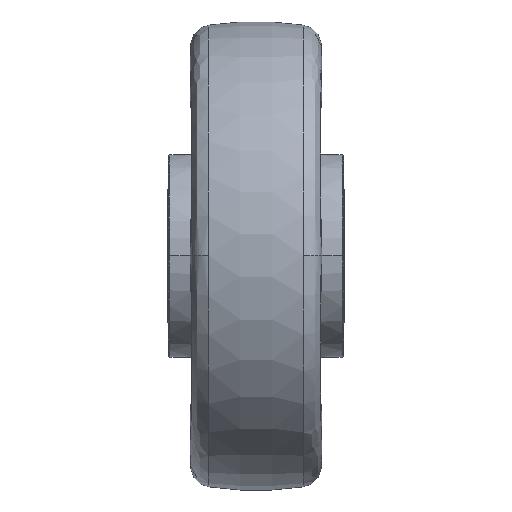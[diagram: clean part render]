
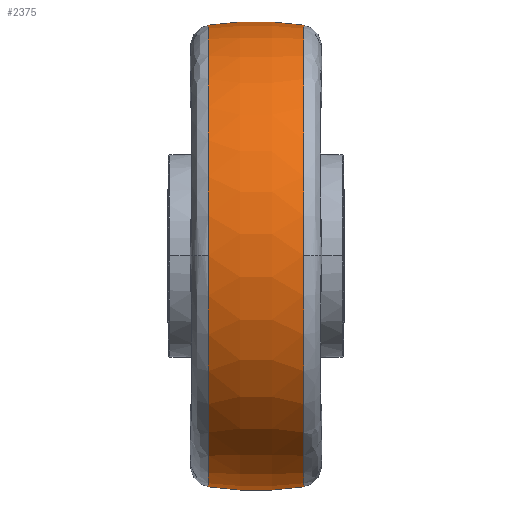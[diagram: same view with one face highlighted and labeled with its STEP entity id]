
A CAD part, top view. The second image highlights one B-rep face of the part: STEP entity #2375.
In plain terms, the highlighted toroidal (fillet/blend) face has major radius 30 mm and minor radius 110 mm.
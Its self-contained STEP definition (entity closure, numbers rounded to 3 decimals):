
#114 = CARTESIAN_POINT ( 'NONE',  ( 16.289, 0., 0. ) ) ;
#127 = EDGE_CURVE ( 'NONE', #2137, #723, #3073, .T. ) ;
#260 = AXIS2_PLACEMENT_3D ( 'NONE', #2419, #1734, #3826 ) ;
#283 = DIRECTION ( 'NONE',  ( 0., 0., 1. ) ) ;
#309 = VERTEX_POINT ( 'NONE', #1462 ) ;
#345 = AXIS2_PLACEMENT_3D ( 'NONE', #114, #2899, #2253 ) ;
#357 = CARTESIAN_POINT ( 'NONE',  ( 0., 30., 0. ) ) ;
#508 = VERTEX_POINT ( 'NONE', #3693 ) ;
#560 = AXIS2_PLACEMENT_3D ( 'NONE', #357, #1674, #4469 ) ;
#627 = CARTESIAN_POINT ( 'NONE',  ( 0., -30., 0. ) ) ;
#632 = ORIENTED_EDGE ( 'NONE', *, *, #4504, .F. ) ;
#689 = DIRECTION ( 'NONE',  ( 1., 0., 0. ) ) ;
#723 = VERTEX_POINT ( 'NONE', #2874 ) ;
#860 = VERTEX_POINT ( 'NONE', #951 ) ;
#945 = EDGE_CURVE ( 'NONE', #508, #309, #1440, .T. ) ;
#951 = CARTESIAN_POINT ( 'NONE',  ( 16.289, -78.787, 0. ) ) ;
#1012 = CARTESIAN_POINT ( 'NONE',  ( -16.289, 0., 78.787 ) ) ;
#1043 = DIRECTION ( 'NONE',  ( 1., 0., 0. ) ) ;
#1143 = AXIS2_PLACEMENT_3D ( 'NONE', #627, #283, #2185 ) ;
#1208 = VERTEX_POINT ( 'NONE', #3680 ) ;
#1377 = ORIENTED_EDGE ( 'NONE', *, *, #3774, .T. ) ;
#1439 = CIRCLE ( 'NONE', #345, 78.787 ) ;
#1440 = CIRCLE ( 'NONE', #1143, 110. ) ;
#1462 = CARTESIAN_POINT ( 'NONE',  ( -16.289, 78.787, 0. ) ) ;
#1481 = FACE_OUTER_BOUND ( 'NONE', #3175, .T. ) ;
#1558 = EDGE_CURVE ( 'NONE', #309, #2137, #4014, .T. ) ;
#1674 = DIRECTION ( 'NONE',  ( 0., 0., -1. ) ) ;
#1734 = DIRECTION ( 'NONE',  ( -1., 0., 0. ) ) ;
#1981 = DIRECTION ( 'NONE',  ( 0., -1., 0. ) ) ;
#2024 = ORIENTED_EDGE ( 'NONE', *, *, #945, .T. ) ;
#2137 = VERTEX_POINT ( 'NONE', #1012 ) ;
#2185 = DIRECTION ( 'NONE',  ( 0., -1., 0. ) ) ;
#2253 = DIRECTION ( 'NONE',  ( 0., 0., 1. ) ) ;
#2375 = ADVANCED_FACE ( 'NONE', ( #1481 ), #2624, .T. ) ;
#2416 = AXIS2_PLACEMENT_3D ( 'NONE', #3340, #2632, #1981 ) ;
#2419 = CARTESIAN_POINT ( 'NONE',  ( 16.289, 0., 0. ) ) ;
#2624 = TOROIDAL_SURFACE ( 'NONE', #2416, -30., 110. ) ;
#2632 = DIRECTION ( 'NONE',  ( -1., 0., 0. ) ) ;
#2867 = ORIENTED_EDGE ( 'NONE', *, *, #4187, .T. ) ;
#2874 = CARTESIAN_POINT ( 'NONE',  ( -16.289, -78.787, 0. ) ) ;
#2887 = ORIENTED_EDGE ( 'NONE', *, *, #1558, .T. ) ;
#2899 = DIRECTION ( 'NONE',  ( -1., 0., 0. ) ) ;
#3073 = CIRCLE ( 'NONE', #4189, 78.787 ) ;
#3175 = EDGE_LOOP ( 'NONE', ( #2867, #1377, #2024, #2887, #3453, #632 ) ) ;
#3340 = CARTESIAN_POINT ( 'NONE',  ( 0., 0., 0. ) ) ;
#3447 = CARTESIAN_POINT ( 'NONE',  ( -16.289, 0., 0. ) ) ;
#3453 = ORIENTED_EDGE ( 'NONE', *, *, #127, .T. ) ;
#3680 = CARTESIAN_POINT ( 'NONE',  ( 16.289, 0., 78.787 ) ) ;
#3693 = CARTESIAN_POINT ( 'NONE',  ( 16.289, 78.787, 0. ) ) ;
#3774 = EDGE_CURVE ( 'NONE', #1208, #508, #1439, .T. ) ;
#3782 = AXIS2_PLACEMENT_3D ( 'NONE', #3812, #1043, #4499 ) ;
#3812 = CARTESIAN_POINT ( 'NONE',  ( -16.289, 0., 0. ) ) ;
#3826 = DIRECTION ( 'NONE',  ( 0., 0., 1. ) ) ;
#4014 = CIRCLE ( 'NONE', #3782, 78.787 ) ;
#4095 = CIRCLE ( 'NONE', #560, 110. ) ;
#4130 = DIRECTION ( 'NONE',  ( 0., 1., 0. ) ) ;
#4187 = EDGE_CURVE ( 'NONE', #860, #1208, #4466, .T. ) ;
#4189 = AXIS2_PLACEMENT_3D ( 'NONE', #3447, #689, #4130 ) ;
#4466 = CIRCLE ( 'NONE', #260, 78.787 ) ;
#4469 = DIRECTION ( 'NONE',  ( -1., 0., 0. ) ) ;
#4499 = DIRECTION ( 'NONE',  ( 0., 1., 0. ) ) ;
#4504 = EDGE_CURVE ( 'NONE', #860, #723, #4095, .T. ) ;
